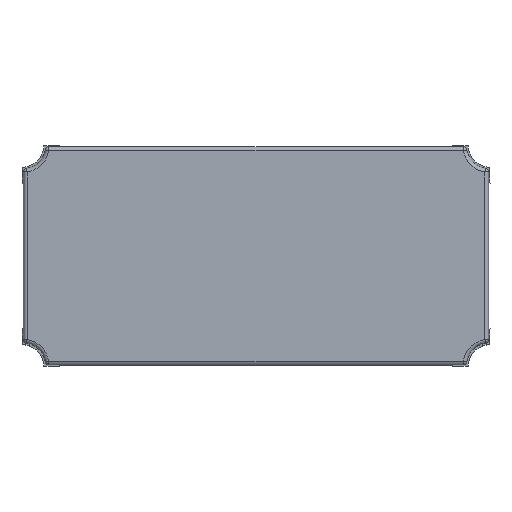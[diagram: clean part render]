
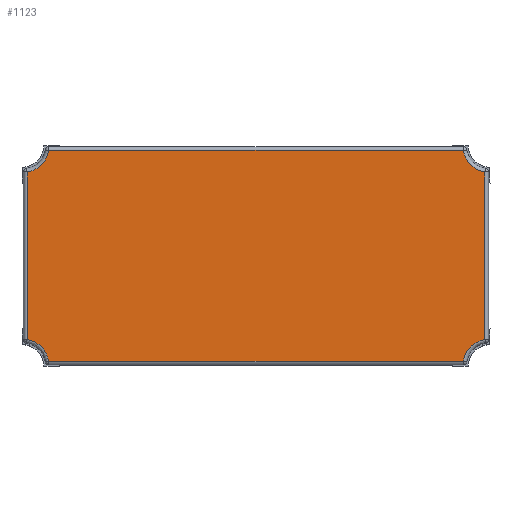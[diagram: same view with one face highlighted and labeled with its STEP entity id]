
A CAD part, top view. The second image highlights one B-rep face of the part: STEP entity #1123.
In plain terms, the highlighted planar face has unit normal (0, 0, 1).
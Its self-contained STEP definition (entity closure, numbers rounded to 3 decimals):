
#1123 = ADVANCED_FACE('',(#1124),#1194,.T.);
#1124 = FACE_BOUND('',#1125,.T.);
#1125 = EDGE_LOOP('',(#1126,#1137,#1145,#1154,#1162,#1171,#1179,#1188));
#1126 = ORIENTED_EDGE('',*,*,#1127,.T.);
#1127 = EDGE_CURVE('',#1128,#1130,#1132,.T.);
#1128 = VERTEX_POINT('',#1129);
#1129 = CARTESIAN_POINT('',(-1.427,0.725,0.85));
#1130 = VERTEX_POINT('',#1131);
#1131 = CARTESIAN_POINT('',(-1.575,0.577,0.85));
#1132 = B_SPLINE_CURVE_WITH_KNOTS('',3,(#1133,#1134,#1135,#1136),
  .UNSPECIFIED.,.F.,.F.,(4,4),(0.,1.),.PIECEWISE_BEZIER_KNOTS.);
#1133 = CARTESIAN_POINT('',(-1.427,0.725,0.85));
#1134 = CARTESIAN_POINT('',(-1.438,0.648,0.85));
#1135 = CARTESIAN_POINT('',(-1.497,0.589,0.85));
#1136 = CARTESIAN_POINT('',(-1.575,0.577,0.85));
#1137 = ORIENTED_EDGE('',*,*,#1138,.T.);
#1138 = EDGE_CURVE('',#1130,#1139,#1141,.T.);
#1139 = VERTEX_POINT('',#1140);
#1140 = CARTESIAN_POINT('',(-1.575,-0.577,0.85));
#1141 = LINE('',#1142,#1143);
#1142 = CARTESIAN_POINT('',(-1.575,0.,0.85));
#1143 = VECTOR('',#1144,1.);
#1144 = DIRECTION('',(0.,-1.,0.));
#1145 = ORIENTED_EDGE('',*,*,#1146,.T.);
#1146 = EDGE_CURVE('',#1139,#1147,#1149,.T.);
#1147 = VERTEX_POINT('',#1148);
#1148 = CARTESIAN_POINT('',(-1.427,-0.725,0.85));
#1149 = B_SPLINE_CURVE_WITH_KNOTS('',3,(#1150,#1151,#1152,#1153),
  .UNSPECIFIED.,.F.,.F.,(4,4),(0.,1.),.PIECEWISE_BEZIER_KNOTS.);
#1150 = CARTESIAN_POINT('',(-1.575,-0.577,0.85));
#1151 = CARTESIAN_POINT('',(-1.498,-0.588,0.85));
#1152 = CARTESIAN_POINT('',(-1.439,-0.647,0.85));
#1153 = CARTESIAN_POINT('',(-1.427,-0.725,0.85));
#1154 = ORIENTED_EDGE('',*,*,#1155,.T.);
#1155 = EDGE_CURVE('',#1147,#1156,#1158,.T.);
#1156 = VERTEX_POINT('',#1157);
#1157 = CARTESIAN_POINT('',(1.427,-0.725,0.85));
#1158 = LINE('',#1159,#1160);
#1159 = CARTESIAN_POINT('',(0.,-0.725,0.85));
#1160 = VECTOR('',#1161,1.);
#1161 = DIRECTION('',(1.,0.,0.));
#1162 = ORIENTED_EDGE('',*,*,#1163,.T.);
#1163 = EDGE_CURVE('',#1156,#1164,#1166,.T.);
#1164 = VERTEX_POINT('',#1165);
#1165 = CARTESIAN_POINT('',(1.575,-0.577,0.85));
#1166 = B_SPLINE_CURVE_WITH_KNOTS('',3,(#1167,#1168,#1169,#1170),
  .UNSPECIFIED.,.F.,.F.,(4,4),(0.,1.),.PIECEWISE_BEZIER_KNOTS.);
#1167 = CARTESIAN_POINT('',(1.427,-0.725,0.85));
#1168 = CARTESIAN_POINT('',(1.438,-0.648,0.85));
#1169 = CARTESIAN_POINT('',(1.497,-0.589,0.85));
#1170 = CARTESIAN_POINT('',(1.575,-0.577,0.85));
#1171 = ORIENTED_EDGE('',*,*,#1172,.T.);
#1172 = EDGE_CURVE('',#1164,#1173,#1175,.T.);
#1173 = VERTEX_POINT('',#1174);
#1174 = CARTESIAN_POINT('',(1.575,0.577,0.85));
#1175 = LINE('',#1176,#1177);
#1176 = CARTESIAN_POINT('',(1.575,0.,0.85));
#1177 = VECTOR('',#1178,1.);
#1178 = DIRECTION('',(0.,1.,0.));
#1179 = ORIENTED_EDGE('',*,*,#1180,.T.);
#1180 = EDGE_CURVE('',#1173,#1181,#1183,.T.);
#1181 = VERTEX_POINT('',#1182);
#1182 = CARTESIAN_POINT('',(1.427,0.725,0.85));
#1183 = B_SPLINE_CURVE_WITH_KNOTS('',3,(#1184,#1185,#1186,#1187),
  .UNSPECIFIED.,.F.,.F.,(4,4),(0.,1.),.PIECEWISE_BEZIER_KNOTS.);
#1184 = CARTESIAN_POINT('',(1.575,0.577,0.85));
#1185 = CARTESIAN_POINT('',(1.498,0.588,0.85));
#1186 = CARTESIAN_POINT('',(1.439,0.647,0.85));
#1187 = CARTESIAN_POINT('',(1.427,0.725,0.85));
#1188 = ORIENTED_EDGE('',*,*,#1189,.T.);
#1189 = EDGE_CURVE('',#1181,#1128,#1190,.T.);
#1190 = LINE('',#1191,#1192);
#1191 = CARTESIAN_POINT('',(0.,0.725,0.85));
#1192 = VECTOR('',#1193,1.);
#1193 = DIRECTION('',(-1.,0.,0.));
#1194 = PLANE('',#1195);
#1195 = AXIS2_PLACEMENT_3D('',#1196,#1197,#1198);
#1196 = CARTESIAN_POINT('',(0.,0.,0.85
    ));
#1197 = DIRECTION('',(0.,0.,1.));
#1198 = DIRECTION('',(1.,0.,0.));
